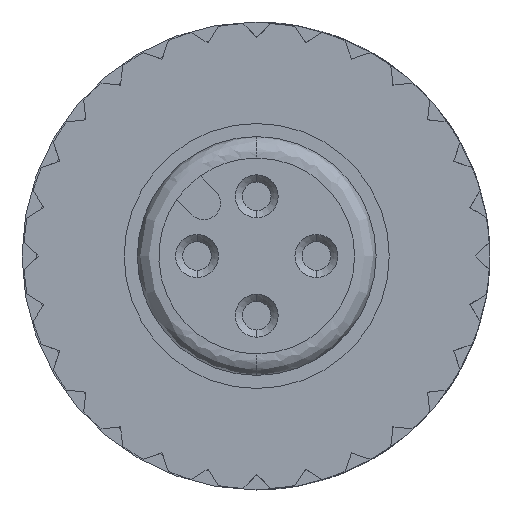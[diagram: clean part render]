
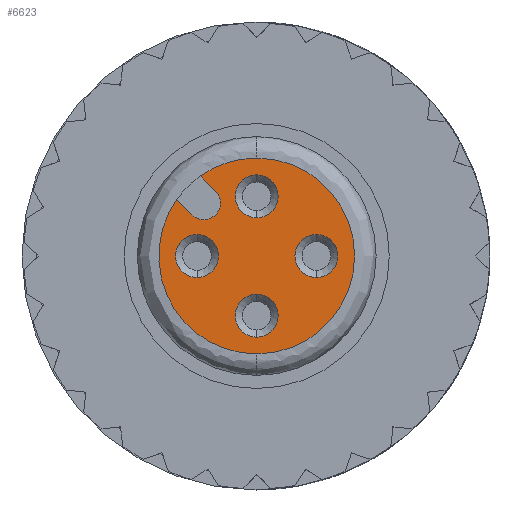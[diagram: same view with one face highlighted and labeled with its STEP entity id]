
A CAD part, front view. The second image highlights one B-rep face of the part: STEP entity #6623.
In plain terms, the highlighted planar face has unit normal (0, -1, 0).
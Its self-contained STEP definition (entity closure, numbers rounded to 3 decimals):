
#9 = VECTOR ( 'NONE', #17009, 1000. ) ;
#195 = AXIS2_PLACEMENT_3D ( 'NONE', #3993, #15655, #2663 ) ;
#263 = VERTEX_POINT ( 'NONE', #1025 ) ;
#276 = EDGE_LOOP ( 'NONE', ( #1542, #7112, #12230, #16694, #2285, #5032, #1225 ) ) ;
#347 = DIRECTION ( 'NONE',  ( 0., 0., 1. ) ) ;
#743 = EDGE_CURVE ( 'NONE', #4101, #4566, #8799, .T. ) ;
#969 = AXIS2_PLACEMENT_3D ( 'NONE', #3102, #6113, #347 ) ;
#1025 = CARTESIAN_POINT ( 'NONE',  ( 29.63, 41.883, 38.164 ) ) ;
#1040 = DIRECTION ( 'NONE',  ( 0., 1., 0. ) ) ;
#1109 = DIRECTION ( 'NONE',  ( 0., 0., 1. ) ) ;
#1225 = ORIENTED_EDGE ( 'NONE', *, *, #13152, .F. ) ;
#1312 = CIRCLE ( 'NONE', #12121, 4.1 ) ;
#1542 = ORIENTED_EDGE ( 'NONE', *, *, #3756, .F. ) ;
#1749 = AXIS2_PLACEMENT_3D ( 'NONE', #6261, #4898, #15073 ) ;
#1897 = EDGE_CURVE ( 'NONE', #7954, #11041, #7135, .T. ) ;
#1922 = VERTEX_POINT ( 'NONE', #3258 ) ;
#2222 = EDGE_CURVE ( 'NONE', #16122, #14302, #6593, .T. ) ;
#2285 = ORIENTED_EDGE ( 'NONE', *, *, #9093, .F. ) ;
#2609 = CARTESIAN_POINT ( 'NONE',  ( 27.905, 41.883, 42.48 ) ) ;
#2615 = AXIS2_PLACEMENT_3D ( 'NONE', #2662, #15603, #18775 ) ;
#2627 = CIRCLE ( 'NONE', #13887, 4.1 ) ;
#2662 = CARTESIAN_POINT ( 'NONE',  ( 32.13, 41.883, 39.764 ) ) ;
#2663 = DIRECTION ( 'NONE',  ( 0., 0., 1. ) ) ;
#2736 = EDGE_CURVE ( 'NONE', #11041, #16122, #13721, .T. ) ;
#3102 = CARTESIAN_POINT ( 'NONE',  ( 29.63, 41.883, 37.264 ) ) ;
#3163 = DIRECTION ( 'NONE',  ( 0., 0., 1. ) ) ;
#3219 = CARTESIAN_POINT ( 'NONE',  ( 27.13, 41.883, 40.664 ) ) ;
#3258 = CARTESIAN_POINT ( 'NONE',  ( 32.13, 41.883, 40.664 ) ) ;
#3467 = VERTEX_POINT ( 'NONE', #18074 ) ;
#3756 = EDGE_CURVE ( 'NONE', #14302, #6395, #15491, .T. ) ;
#3846 = EDGE_LOOP ( 'NONE', ( #8672, #12069 ) ) ;
#3888 = EDGE_LOOP ( 'NONE', ( #11930, #11139 ) ) ;
#3993 = CARTESIAN_POINT ( 'NONE',  ( 32.13, 41.883, 39.764 ) ) ;
#4101 = VERTEX_POINT ( 'NONE', #6450 ) ;
#4135 = DIRECTION ( 'NONE',  ( 0., 1., 0. ) ) ;
#4200 = DIRECTION ( 'NONE',  ( 0., 1., 0. ) ) ;
#4251 = CARTESIAN_POINT ( 'NONE',  ( 27.269, 41.883, 43.116 ) ) ;
#4318 = CARTESIAN_POINT ( 'NONE',  ( 26.915, 41.883, 41.49 ) ) ;
#4341 = DIRECTION ( 'NONE',  ( 0., 0., 1. ) ) ;
#4364 = VERTEX_POINT ( 'NONE', #12789 ) ;
#4406 = EDGE_CURVE ( 'NONE', #3467, #4364, #12918, .T. ) ;
#4425 = DIRECTION ( 'NONE',  ( 0., 1., 0. ) ) ;
#4566 = VERTEX_POINT ( 'NONE', #3219 ) ;
#4573 = CIRCLE ( 'NONE', #4707, 0.9 ) ;
#4628 = AXIS2_PLACEMENT_3D ( 'NONE', #11484, #4200, #4341 ) ;
#4707 = AXIS2_PLACEMENT_3D ( 'NONE', #6189, #6289, #3163 ) ;
#4898 = DIRECTION ( 'NONE',  ( 0., -1., 0. ) ) ;
#5032 = ORIENTED_EDGE ( 'NONE', *, *, #18148, .F. ) ;
#5090 = ORIENTED_EDGE ( 'NONE', *, *, #10430, .T. ) ;
#5346 = DIRECTION ( 'NONE',  ( 0., 0., 1. ) ) ;
#5371 = CARTESIAN_POINT ( 'NONE',  ( 26.915, 41.883, 41.49 ) ) ;
#5442 = VECTOR ( 'NONE', #17393, 1000. ) ;
#5662 = EDGE_CURVE ( 'NONE', #4364, #3467, #6378, .T. ) ;
#5686 = DIRECTION ( 'NONE',  ( 0., 1., 0. ) ) ;
#6113 = DIRECTION ( 'NONE',  ( 0., 1., 0. ) ) ;
#6189 = CARTESIAN_POINT ( 'NONE',  ( 27.13, 41.883, 39.764 ) ) ;
#6261 = CARTESIAN_POINT ( 'NONE',  ( 27.41, 41.883, 41.985 ) ) ;
#6289 = DIRECTION ( 'NONE',  ( 0., 1., 0. ) ) ;
#6294 = AXIS2_PLACEMENT_3D ( 'NONE', #9611, #13930, #12525 ) ;
#6378 = CIRCLE ( 'NONE', #4628, 0.9 ) ;
#6395 = VERTEX_POINT ( 'NONE', #18762 ) ;
#6450 = CARTESIAN_POINT ( 'NONE',  ( 27.13, 41.883, 38.864 ) ) ;
#6593 = LINE ( 'NONE', #2609, #9 ) ;
#6623 = ADVANCED_FACE ( 'NONE', ( #16148, #12247, #8391, #9312, #13633 ), #10947, .F. ) ;
#6823 = AXIS2_PLACEMENT_3D ( 'NONE', #11799, #4425, #7423 ) ;
#7112 = ORIENTED_EDGE ( 'NONE', *, *, #2222, .F. ) ;
#7135 = CIRCLE ( 'NONE', #1749, 0.7 ) ;
#7178 = DIRECTION ( 'NONE',  ( 0., 0., -1. ) ) ;
#7384 = CARTESIAN_POINT ( 'NONE',  ( 27.41, 41.883, 41.985 ) ) ;
#7423 = DIRECTION ( 'NONE',  ( 0., 0., 1. ) ) ;
#7954 = VERTEX_POINT ( 'NONE', #5371 ) ;
#8155 = ORIENTED_EDGE ( 'NONE', *, *, #4406, .T. ) ;
#8391 = FACE_BOUND ( 'NONE', #3846, .T. ) ;
#8513 = CIRCLE ( 'NONE', #195, 0.9 ) ;
#8654 = CARTESIAN_POINT ( 'NONE',  ( 29.63, 41.883, 39.764 ) ) ;
#8672 = ORIENTED_EDGE ( 'NONE', *, *, #743, .T. ) ;
#8799 = CIRCLE ( 'NONE', #6823, 0.9 ) ;
#9093 = EDGE_CURVE ( 'NONE', #12950, #7954, #17938, .T. ) ;
#9142 = CIRCLE ( 'NONE', #969, 0.9 ) ;
#9312 = FACE_BOUND ( 'NONE', #10916, .T. ) ;
#9363 = EDGE_CURVE ( 'NONE', #14410, #263, #10636, .T. ) ;
#9611 = CARTESIAN_POINT ( 'NONE',  ( 18.905, 41.883, 39.764 ) ) ;
#9899 = AXIS2_PLACEMENT_3D ( 'NONE', #8654, #5686, #18715 ) ;
#9971 = ORIENTED_EDGE ( 'NONE', *, *, #14353, .T. ) ;
#10236 = VERTEX_POINT ( 'NONE', #12913 ) ;
#10430 = EDGE_CURVE ( 'NONE', #17624, #1922, #8513, .T. ) ;
#10580 = CARTESIAN_POINT ( 'NONE',  ( 32.13, 41.883, 38.864 ) ) ;
#10596 = EDGE_LOOP ( 'NONE', ( #5090, #9971 ) ) ;
#10619 = AXIS2_PLACEMENT_3D ( 'NONE', #13923, #1040, #11193 ) ;
#10636 = CIRCLE ( 'NONE', #10619, 0.9 ) ;
#10916 = EDGE_LOOP ( 'NONE', ( #12207, #8155 ) ) ;
#10947 = PLANE ( 'NONE',  #6294 ) ;
#11041 = VERTEX_POINT ( 'NONE', #12306 ) ;
#11139 = ORIENTED_EDGE ( 'NONE', *, *, #11677, .T. ) ;
#11193 = DIRECTION ( 'NONE',  ( 0., 0., 1. ) ) ;
#11484 = CARTESIAN_POINT ( 'NONE',  ( 29.63, 41.883, 42.264 ) ) ;
#11677 = EDGE_CURVE ( 'NONE', #263, #14410, #9142, .T. ) ;
#11734 = AXIS2_PLACEMENT_3D ( 'NONE', #17254, #14208, #18712 ) ;
#11799 = CARTESIAN_POINT ( 'NONE',  ( 27.13, 41.883, 39.764 ) ) ;
#11930 = ORIENTED_EDGE ( 'NONE', *, *, #9363, .T. ) ;
#11964 = CARTESIAN_POINT ( 'NONE',  ( 26.279, 41.883, 42.126 ) ) ;
#12069 = ORIENTED_EDGE ( 'NONE', *, *, #14854, .T. ) ;
#12121 = AXIS2_PLACEMENT_3D ( 'NONE', #15504, #4135, #5346 ) ;
#12207 = ORIENTED_EDGE ( 'NONE', *, *, #5662, .T. ) ;
#12230 = ORIENTED_EDGE ( 'NONE', *, *, #2736, .F. ) ;
#12247 = FACE_BOUND ( 'NONE', #3888, .T. ) ;
#12306 = CARTESIAN_POINT ( 'NONE',  ( 27.41, 41.883, 41.285 ) ) ;
#12525 = DIRECTION ( 'NONE',  ( 0., 0., 1. ) ) ;
#12789 = CARTESIAN_POINT ( 'NONE',  ( 29.63, 41.883, 41.364 ) ) ;
#12913 = CARTESIAN_POINT ( 'NONE',  ( 29.63, 41.883, 35.664 ) ) ;
#12918 = CIRCLE ( 'NONE', #11734, 0.9 ) ;
#12950 = VERTEX_POINT ( 'NONE', #11964 ) ;
#13152 = EDGE_CURVE ( 'NONE', #6395, #10236, #2627, .T. ) ;
#13177 = DIRECTION ( 'NONE',  ( 0., -1., 0. ) ) ;
#13327 = AXIS2_PLACEMENT_3D ( 'NONE', #7384, #13177, #7178 ) ;
#13486 = CARTESIAN_POINT ( 'NONE',  ( 27.905, 41.883, 42.48 ) ) ;
#13633 = FACE_BOUND ( 'NONE', #10596, .T. ) ;
#13721 = CIRCLE ( 'NONE', #13327, 0.7 ) ;
#13867 = DIRECTION ( 'NONE',  ( 0., 1., 0. ) ) ;
#13887 = AXIS2_PLACEMENT_3D ( 'NONE', #17185, #13867, #1109 ) ;
#13923 = CARTESIAN_POINT ( 'NONE',  ( 29.63, 41.883, 37.264 ) ) ;
#13930 = DIRECTION ( 'NONE',  ( 0., 1., 0. ) ) ;
#14208 = DIRECTION ( 'NONE',  ( 0., 1., 0. ) ) ;
#14302 = VERTEX_POINT ( 'NONE', #4251 ) ;
#14353 = EDGE_CURVE ( 'NONE', #1922, #17624, #17770, .T. ) ;
#14410 = VERTEX_POINT ( 'NONE', #15913 ) ;
#14854 = EDGE_CURVE ( 'NONE', #4566, #4101, #4573, .T. ) ;
#15073 = DIRECTION ( 'NONE',  ( 0., 0., -1. ) ) ;
#15491 = CIRCLE ( 'NONE', #9899, 4.1 ) ;
#15504 = CARTESIAN_POINT ( 'NONE',  ( 29.63, 41.883, 39.764 ) ) ;
#15603 = DIRECTION ( 'NONE',  ( 0., 1., 0. ) ) ;
#15655 = DIRECTION ( 'NONE',  ( 0., 1., 0. ) ) ;
#15913 = CARTESIAN_POINT ( 'NONE',  ( 29.63, 41.883, 36.364 ) ) ;
#16122 = VERTEX_POINT ( 'NONE', #13486 ) ;
#16148 = FACE_OUTER_BOUND ( 'NONE', #276, .T. ) ;
#16694 = ORIENTED_EDGE ( 'NONE', *, *, #1897, .F. ) ;
#17009 = DIRECTION ( 'NONE',  ( -0.707, 0., 0.707 ) ) ;
#17185 = CARTESIAN_POINT ( 'NONE',  ( 29.63, 41.883, 39.764 ) ) ;
#17254 = CARTESIAN_POINT ( 'NONE',  ( 29.63, 41.883, 42.264 ) ) ;
#17393 = DIRECTION ( 'NONE',  ( 0.707, 0., -0.707 ) ) ;
#17624 = VERTEX_POINT ( 'NONE', #10580 ) ;
#17770 = CIRCLE ( 'NONE', #2615, 0.9 ) ;
#17938 = LINE ( 'NONE', #4318, #5442 ) ;
#18074 = CARTESIAN_POINT ( 'NONE',  ( 29.63, 41.883, 43.164 ) ) ;
#18148 = EDGE_CURVE ( 'NONE', #10236, #12950, #1312, .T. ) ;
#18712 = DIRECTION ( 'NONE',  ( 0., 0., 1. ) ) ;
#18715 = DIRECTION ( 'NONE',  ( 0., 0., 1. ) ) ;
#18762 = CARTESIAN_POINT ( 'NONE',  ( 29.63, 41.883, 43.864 ) ) ;
#18775 = DIRECTION ( 'NONE',  ( 0., 0., 1. ) ) ;
